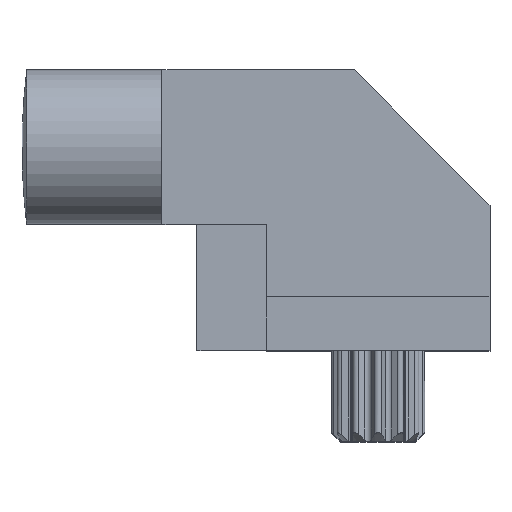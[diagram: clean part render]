
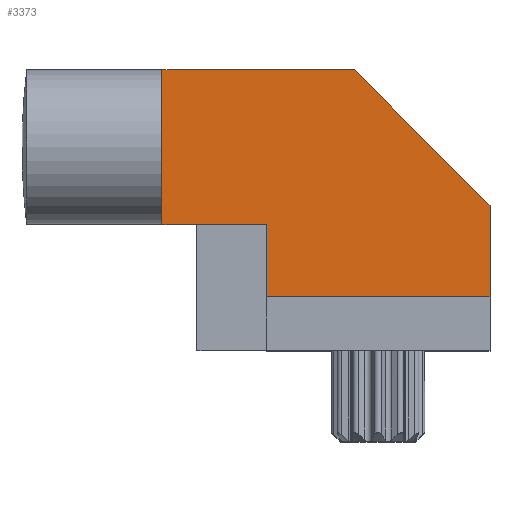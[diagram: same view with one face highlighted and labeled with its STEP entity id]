
A CAD part, top view. The second image highlights one B-rep face of the part: STEP entity #3373.
In plain terms, the highlighted planar face has unit normal (0, 0, 1).
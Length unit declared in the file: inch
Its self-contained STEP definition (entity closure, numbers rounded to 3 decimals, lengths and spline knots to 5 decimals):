
#41=DIRECTION('',(0.,1.,0.));
#42=VECTOR('',#41,0.1123);
#43=CARTESIAN_POINT('',(0.2875,0.066,0.095));
#44=LINE('',#43,#42);
#651=DIRECTION('',(-1.,0.,0.));
#652=VECTOR('',#651,0.2363);
#653=CARTESIAN_POINT('',(0.1208,0.345,0.095));
#654=LINE('',#653,#652);
#667=DIRECTION('',(-0.707,0.707,0.));
#668=VECTOR('',#667,0.23575);
#669=CARTESIAN_POINT('',(0.2875,0.1783,0.095));
#670=LINE('',#669,#668);
#671=DIRECTION('',(-1.,0.,0.));
#672=VECTOR('',#671,0.275);
#673=CARTESIAN_POINT('',(0.2875,0.066,0.095));
#674=LINE('',#673,#672);
#675=DIRECTION('',(0.,-1.,0.));
#676=VECTOR('',#675,0.089);
#677=CARTESIAN_POINT('',(0.0125,0.155,0.095));
#678=LINE('',#677,#676);
#679=DIRECTION('',(1.,0.,0.));
#680=VECTOR('',#679,0.128);
#681=CARTESIAN_POINT('',(-0.1155,0.155,0.095));
#682=LINE('',#681,#680);
#683=DIRECTION('',(0.,-1.,0.));
#684=VECTOR('',#683,0.095);
#685=CARTESIAN_POINT('',(-0.1155,0.25,0.095));
#686=LINE('',#685,#684);
#687=DIRECTION('',(0.,-1.,0.));
#688=VECTOR('',#687,0.095);
#689=CARTESIAN_POINT('',(-0.1155,0.345,0.095));
#690=LINE('',#689,#688);
#2321=CARTESIAN_POINT('',(0.2875,0.066,0.095));
#2322=CARTESIAN_POINT('',(0.0125,0.066,0.095));
#2323=VERTEX_POINT('',#2321);
#2324=VERTEX_POINT('',#2322);
#2337=CARTESIAN_POINT('',(0.0125,0.155,0.095));
#2338=VERTEX_POINT('',#2337);
#2341=CARTESIAN_POINT('',(-0.1155,0.155,0.095));
#2342=VERTEX_POINT('',#2341);
#2759=CARTESIAN_POINT('',(-0.1155,0.345,0.095));
#2760=CARTESIAN_POINT('',(-0.1155,0.25,0.095));
#2761=VERTEX_POINT('',#2759);
#2762=VERTEX_POINT('',#2760);
#2763=CARTESIAN_POINT('',(0.2875,0.1783,0.095));
#2764=CARTESIAN_POINT('',(0.1208,0.345,0.095));
#2765=VERTEX_POINT('',#2763);
#2766=VERTEX_POINT('',#2764);
#3358=CARTESIAN_POINT('',(0.,0.,0.095));
#3359=DIRECTION('',(0.,0.,1.));
#3360=DIRECTION('',(1.,0.,0.));
#3361=AXIS2_PLACEMENT_3D('',#3358,#3359,#3360);
#3362=PLANE('',#3361);
#3363=ORIENTED_EDGE('',*,*,#3338,.F.);
#3364=ORIENTED_EDGE('',*,*,#3350,.F.);
#3365=ORIENTED_EDGE('',*,*,#2816,.F.);
#3366=ORIENTED_EDGE('',*,*,#3173,.T.);
#3367=ORIENTED_EDGE('',*,*,#3208,.F.);
#3368=ORIENTED_EDGE('',*,*,#3245,.F.);
#3369=ORIENTED_EDGE('',*,*,#3322,.F.);
#3370=ORIENTED_EDGE('',*,*,#3308,.F.);
#3371=EDGE_LOOP('',(#3363,#3364,#3365,#3366,#3367,#3368,#3369,#3370));
#3372=FACE_OUTER_BOUND('',#3371,.F.);
#3373=ADVANCED_FACE('',(#3372),#3362,.T.);
#2816=EDGE_CURVE('',#2323,#2765,#44,.T.);
#3173=EDGE_CURVE('',#2323,#2324,#674,.T.);
#3208=EDGE_CURVE('',#2338,#2324,#678,.T.);
#3245=EDGE_CURVE('',#2342,#2338,#682,.T.);
#3308=EDGE_CURVE('',#2761,#2762,#690,.T.);
#3322=EDGE_CURVE('',#2762,#2342,#686,.T.);
#3338=EDGE_CURVE('',#2766,#2761,#654,.T.);
#3350=EDGE_CURVE('',#2765,#2766,#670,.T.);
